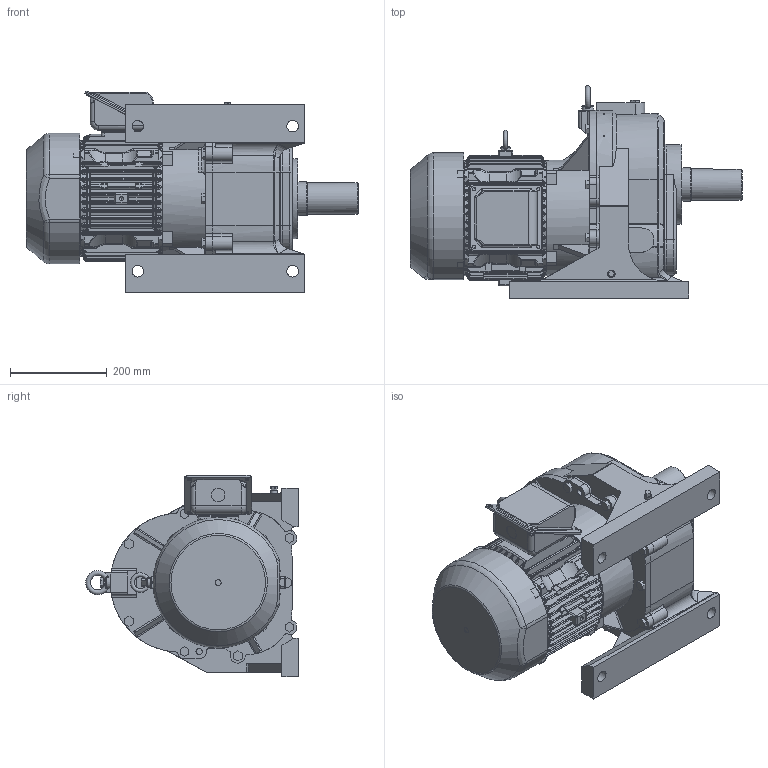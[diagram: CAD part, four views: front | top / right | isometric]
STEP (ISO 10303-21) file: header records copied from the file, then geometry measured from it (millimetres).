
FILE_DESCRIPTION (( 'STEP AP214' ), '1' );
FILE_NAME ('F1-23_H_EK2DO08330H001_defeature.STEP', '2022-06-02T05:53:47', ( 'Windows 餌辨濠' ), ( '' ), 'SwSTEP 2.0', 'SolidWorks 2021', '' );
FILE_SCHEMA (( 'AUTOMOTIVE_DESIGN' ));
Length unit declared in the file: millimetre
Products named in the file (1): F1-23_H_EK2DO08330H001_defeature
Bounding box: 686.1 x 439.49 x 417.38 mm (x, y, z)
Volume: 41447342.5 mm3; surface area: 1747497.2 mm2
Topology: 16 solids, 16 shells, 3405 faces, 8341 edges, 4952 vertices
Faces by surface type: cylinder 1164, bspline 1054, plane 747, torus 226, cone 134, sphere 80
Full cylindrical faces by diameter (mm): 2.7 x2, 4 x1, 5 x5, 7 x4, 8 x4, 8.344 x1, 8.5 x2, 10 x5, 10.072 x1, 10.2 x1, 12 x8, 13 x2, 24 x4, 28 x1, 65 x1, 70 x1, 95 x1, 165 x1, 233 x2, 239 x1
Entity records: 134137 total; most frequent: CARTESIAN_POINT 62798, ORIENTED_EDGE 16330, DIRECTION 12825, EDGE_CURVE 8165, AXIS2_PLACEMENT_3D 5056, VERTEX_POINT 4910, EDGE_LOOP 3543, FACE_OUTER_BOUND 3459
